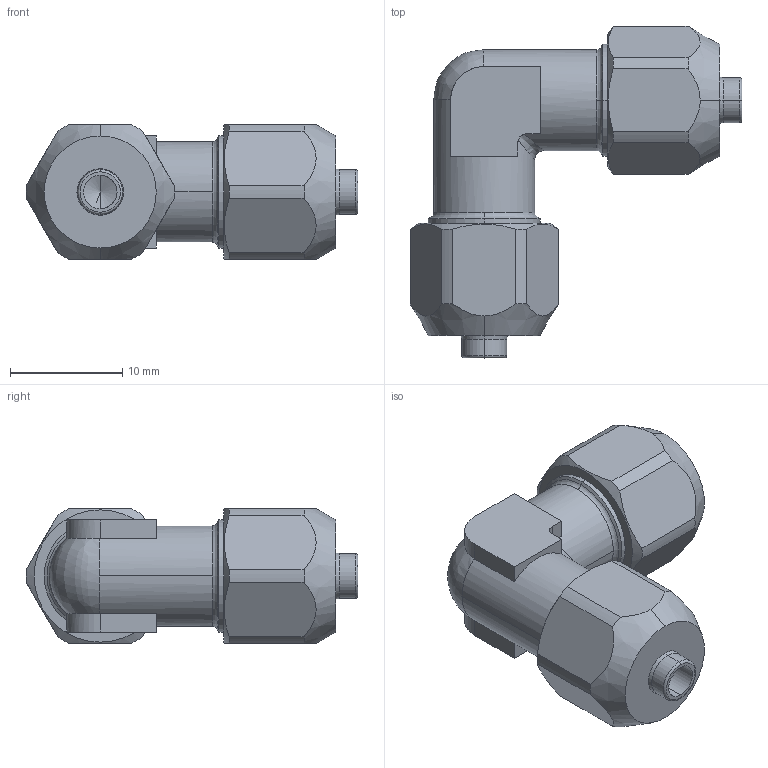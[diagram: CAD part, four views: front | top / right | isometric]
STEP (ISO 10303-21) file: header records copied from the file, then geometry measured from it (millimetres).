
FILE_DESCRIPTION (( 'STEP AP203' ), '1' );
FILE_NAME ('X2180030.STEP', '2011-07-21T06:51:04', ( 'Flavio' ), ( '' ), 'SwSTEP 2.0', 'SolidWorks 2011', '' );
FILE_SCHEMA (( 'CONFIG_CONTROL_DESIGN' ));
Length unit declared in the file: millimetre
Products named in the file (1): X2180030
Bounding box: 29.62 x 29.62 x 12 mm (x, y, z)
Volume: 3572.8 mm3; surface area: 2209.4 mm2
Topology: 1 solids, 1 shells, 93 faces, 242 edges, 153 vertices
Faces by surface type: cylinder 33, plane 32, cone 18, torus 8, bspline 2
Entity records: 3289 total; most frequent: CARTESIAN_POINT 985, ORIENTED_EDGE 480, DIRECTION 460, EDGE_CURVE 240, AXIS2_PLACEMENT_3D 182, VERTEX_POINT 153, EDGE_LOOP 99, LINE 96
